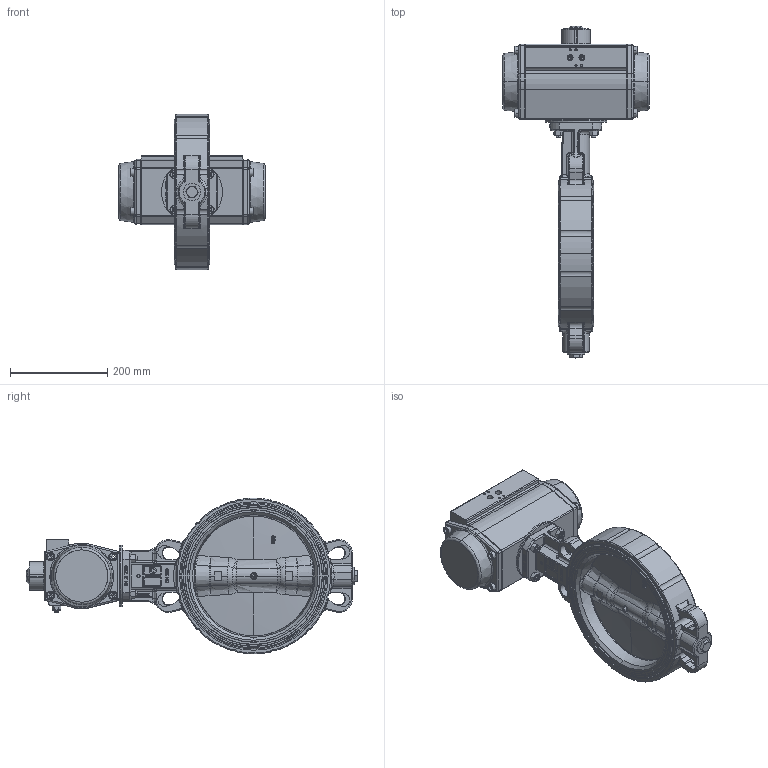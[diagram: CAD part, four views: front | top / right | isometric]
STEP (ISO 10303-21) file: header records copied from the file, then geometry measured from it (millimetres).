
FILE_DESCRIPTION (( 'STEP AP203' ), '1' );
FILE_NAME ('AK01_DN250_pneu.-doppelw..STEP', '2022-11-03T13:18:28', ( '' ), ( '' ), 'SwSTEP 2.0', 'SolidWorks 2021', '' );
FILE_SCHEMA (( 'CONFIG_CONTROL_DESIGN' ));
Length unit declared in the file: metre
Products named in the file (1): AK01_DN250_pneu.-doppelw.
Bounding box: 301 x 682.47 x 320 mm (x, y, z)
Surface area: 592773.7 mm2 (no closed solid volume)
Topology: 0 solids, 387 shells, 1248 faces, 4842 edges, 3869 vertices
Faces by surface type: plane 365, cylinder 318, bspline 219, torus 178, cone 126, sphere 42
Entity records: 83184 total; most frequent: CARTESIAN_POINT 46062, DIRECTION 7017, ORIENTED_EDGE 6666, EDGE_CURVE 4770, VERTEX_POINT 3866, AXIS2_PLACEMENT_3D 2581, VECTOR 1855, LINE 1855
